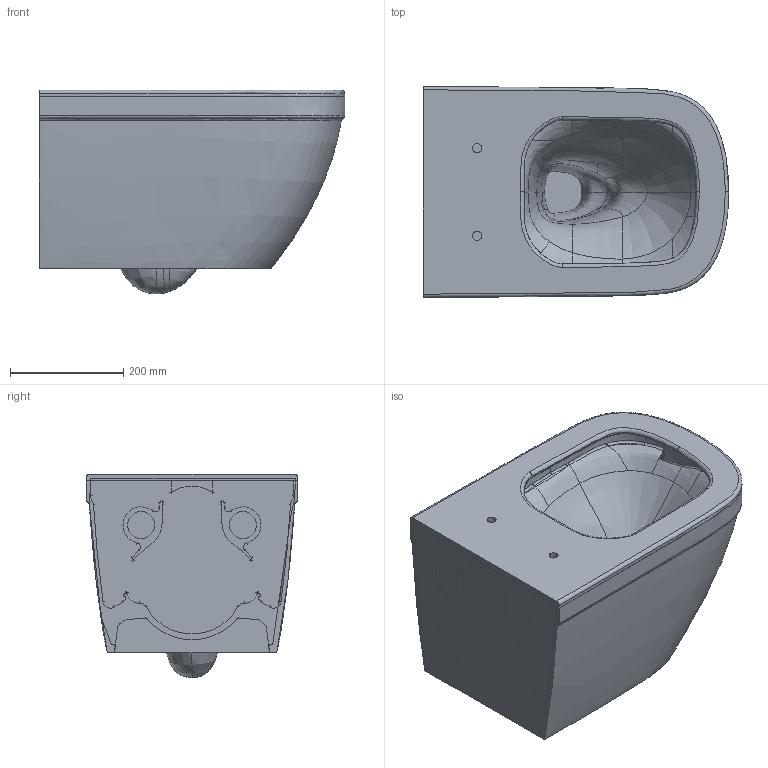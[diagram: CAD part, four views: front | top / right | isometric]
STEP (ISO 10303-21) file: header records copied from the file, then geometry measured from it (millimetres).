
FILE_DESCRIPTION(/* description */ ('AP214 STEP file'),/* implementation_level */ '2;1');
FILE_NAME(/* name */ '39328000_1_x_t_out.stp',/* time_stamp */ '2023-01-30T09:48:50+01:00',/* author */ (''),/* organization */ (''),/* preprocessor_version */ 'ST-DEVELOPER v18.1',/* originating_system */ 'Elysium Co. Ltd. STEP Translator v8.3.0.0',/* authorisation */ '');
FILE_SCHEMA (('AUTOMOTIVE_DESIGN { 1 0 10303 214 3 1 1 }'));
Products named in the file (4): Group47; Group48; Group49; 39328000_1
Assembly tree (3 placements, depth 2):
  39328000_1
    Group47
    Group48
    Group49
Bounding box: 540 x 373.51 x 360.5 mm (x, y, z)
Volume: 26894453.7 mm3; surface area: 2164091.9 mm2
Topology: 3 solids, 3 shells, 1177 faces, 2870 edges, 1700 vertices
Faces by surface type: bspline 670, cylinder 189, plane 157, extrusion 60, cone 30, revolution 28, sphere 26, torus 17
Entity records: 94849 total; most frequent: CARTESIAN_POINT 73511, ORIENTED_EDGE 5736, EDGE_CURVE 2868, STYLED_ITEM 2339, B_SPLINE_CURVE_WITH_KNOTS 1731, VERTEX_POINT 1700, EDGE_LOOP 1200, ADVANCED_FACE 1177
